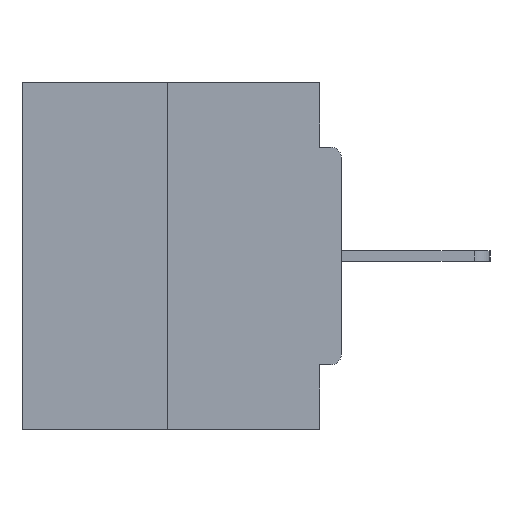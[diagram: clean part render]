
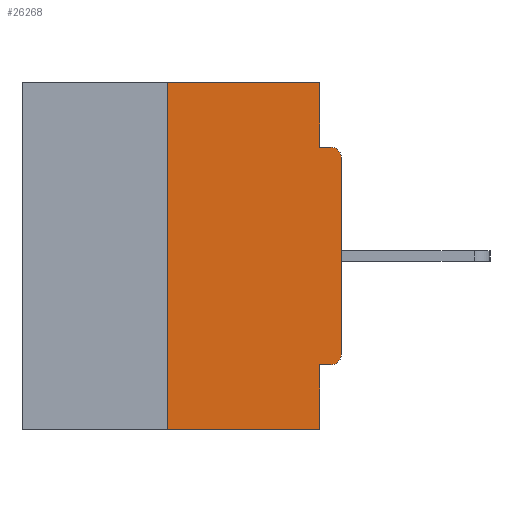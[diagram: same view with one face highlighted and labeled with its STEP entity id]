
A CAD part, left-side view. The second image highlights one B-rep face of the part: STEP entity #26268.
In plain terms, the highlighted planar face has unit normal (-1, 0, 0).
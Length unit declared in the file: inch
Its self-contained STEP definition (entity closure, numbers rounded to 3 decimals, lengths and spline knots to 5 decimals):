
#932 = EDGE_CURVE ( 'NONE', #21221, #4449, #14593, .T. ) ;
#1547 = EDGE_CURVE ( 'NONE', #18155, #21221, #10560, .T. ) ;
#1735 = VECTOR ( 'NONE', #18256, 39.37008 ) ;
#2726 = DIRECTION ( 'NONE',  ( 0., 1., 0. ) ) ;
#3151 = LINE ( 'NONE', #18336, #14483 ) ;
#3833 = LINE ( 'NONE', #14761, #28214 ) ;
#4094 = ORIENTED_EDGE ( 'NONE', *, *, #12736, .F. ) ;
#4375 = CARTESIAN_POINT ( 'NONE',  ( 0., 0.46, 0. ) ) ;
#4449 = VERTEX_POINT ( 'NONE', #24030 ) ;
#5103 = VERTEX_POINT ( 'NONE', #16800 ) ;
#5152 = CARTESIAN_POINT ( 'NONE',  ( 0., 0.015, -0.4065 ) ) ;
#5207 = DIRECTION ( 'NONE',  ( 0., -1., 0. ) ) ;
#5795 = VERTEX_POINT ( 'NONE', #30365 ) ;
#5989 = VERTEX_POINT ( 'NONE', #14959 ) ;
#6359 = LINE ( 'NONE', #4375, #30571 ) ;
#6616 = AXIS2_PLACEMENT_3D ( 'NONE', #28295, #14377, #30593 ) ;
#6683 = CARTESIAN_POINT ( 'NONE',  ( 0., 0.25, -0.5 ) ) ;
#7243 = CARTESIAN_POINT ( 'NONE',  ( 0., 0., -0.3915 ) ) ;
#8117 = EDGE_CURVE ( 'NONE', #26274, #28354, #3151, .T. ) ;
#8281 = VECTOR ( 'NONE', #27565, 39.37008 ) ;
#8677 = ORIENTED_EDGE ( 'NONE', *, *, #11124, .F. ) ;
#9352 = VERTEX_POINT ( 'NONE', #27888 ) ;
#9836 = ORIENTED_EDGE ( 'NONE', *, *, #17409, .F. ) ;
#10011 = DIRECTION ( 'NONE',  ( -1., 0., 0. ) ) ;
#10040 = CARTESIAN_POINT ( 'NONE',  ( 0., 0.015, -0.3915 ) ) ;
#10560 = CIRCLE ( 'NONE', #20722, 0.015 ) ;
#10838 = EDGE_LOOP ( 'NONE', ( #20846, #9836, #16095, #4094, #17583, #23783, #12859, #25229, #20492, #8677 ) ) ;
#11058 = DIRECTION ( 'NONE',  ( 1., 0., 0. ) ) ;
#11124 = EDGE_CURVE ( 'NONE', #5989, #26274, #23821, .T. ) ;
#11274 = CARTESIAN_POINT ( 'NONE',  ( 0., 0.031, -0.5 ) ) ;
#11367 = DIRECTION ( 'NONE',  ( 0., -1., 0. ) ) ;
#12736 = EDGE_CURVE ( 'NONE', #9352, #5795, #24501, .T. ) ;
#12859 = ORIENTED_EDGE ( 'NONE', *, *, #932, .T. ) ;
#14277 = EDGE_CURVE ( 'NONE', #25090, #5795, #25838, .T. ) ;
#14377 = DIRECTION ( 'NONE',  ( -1., 0., 0. ) ) ;
#14483 = VECTOR ( 'NONE', #11367, 39.37008 ) ;
#14593 = LINE ( 'NONE', #20332, #1735 ) ;
#14761 = CARTESIAN_POINT ( 'NONE',  ( 0., 0., -0.4065 ) ) ;
#14959 = CARTESIAN_POINT ( 'NONE',  ( 0., 0.031, 0. ) ) ;
#15765 = CARTESIAN_POINT ( 'NONE',  ( 0., 0.031, -0.0935 ) ) ;
#16069 = EDGE_CURVE ( 'NONE', #18155, #9352, #3833, .T. ) ;
#16095 = ORIENTED_EDGE ( 'NONE', *, *, #14277, .T. ) ;
#16200 = CARTESIAN_POINT ( 'NONE',  ( 0., 0.031, 0. ) ) ;
#16800 = CARTESIAN_POINT ( 'NONE',  ( 0., 0.25, 0. ) ) ;
#17409 = EDGE_CURVE ( 'NONE', #25090, #5103, #22532, .T. ) ;
#17583 = ORIENTED_EDGE ( 'NONE', *, *, #16069, .F. ) ;
#18155 = VERTEX_POINT ( 'NONE', #5152 ) ;
#18256 = DIRECTION ( 'NONE',  ( 0., 0., 1. ) ) ;
#18336 = CARTESIAN_POINT ( 'NONE',  ( 0., 0., -0.0935 ) ) ;
#19046 = DIRECTION ( 'NONE',  ( 0., 0., 1. ) ) ;
#19471 = CARTESIAN_POINT ( 'NONE',  ( 0., 0.46, -0.5 ) ) ;
#20332 = CARTESIAN_POINT ( 'NONE',  ( 0., 0., 0. ) ) ;
#20356 = VECTOR ( 'NONE', #5207, 39.37008 ) ;
#20359 = PLANE ( 'NONE',  #27470 ) ;
#20492 = ORIENTED_EDGE ( 'NONE', *, *, #8117, .F. ) ;
#20722 = AXIS2_PLACEMENT_3D ( 'NONE', #10040, #10011, #24571 ) ;
#20846 = ORIENTED_EDGE ( 'NONE', *, *, #24564, .F. ) ;
#21105 = DIRECTION ( 'NONE',  ( 0., -1., 0. ) ) ;
#21221 = VERTEX_POINT ( 'NONE', #7243 ) ;
#21400 = CIRCLE ( 'NONE', #6616, 0.015 ) ;
#21489 = FACE_OUTER_BOUND ( 'NONE', #10838, .T. ) ;
#21905 = CARTESIAN_POINT ( 'NONE',  ( 0., 0.015, -0.0935 ) ) ;
#22532 = LINE ( 'NONE', #25979, #26525 ) ;
#23783 = ORIENTED_EDGE ( 'NONE', *, *, #1547, .T. ) ;
#23821 = LINE ( 'NONE', #16200, #29193 ) ;
#24030 = CARTESIAN_POINT ( 'NONE',  ( 0., 0., -0.1085 ) ) ;
#24501 = LINE ( 'NONE', #11274, #8281 ) ;
#24564 = EDGE_CURVE ( 'NONE', #5103, #5989, #6359, .T. ) ;
#24571 = DIRECTION ( 'NONE',  ( 0., 0., -1. ) ) ;
#25090 = VERTEX_POINT ( 'NONE', #6683 ) ;
#25229 = ORIENTED_EDGE ( 'NONE', *, *, #27562, .T. ) ;
#25838 = LINE ( 'NONE', #19471, #20356 ) ;
#25979 = CARTESIAN_POINT ( 'NONE',  ( 0., 0.25, 0. ) ) ;
#26268 = ADVANCED_FACE ( 'NONE', ( #21489 ), #20359, .F. ) ;
#26274 = VERTEX_POINT ( 'NONE', #15765 ) ;
#26525 = VECTOR ( 'NONE', #19046, 39.37008 ) ;
#27360 = DIRECTION ( 'NONE',  ( 0., 0., -1. ) ) ;
#27470 = AXIS2_PLACEMENT_3D ( 'NONE', #29547, #11058, #27360 ) ;
#27562 = EDGE_CURVE ( 'NONE', #4449, #28354, #21400, .T. ) ;
#27565 = DIRECTION ( 'NONE',  ( 0., 0., -1. ) ) ;
#27888 = CARTESIAN_POINT ( 'NONE',  ( 0., 0.031, -0.4065 ) ) ;
#28214 = VECTOR ( 'NONE', #2726, 39.37008 ) ;
#28295 = CARTESIAN_POINT ( 'NONE',  ( 0., 0.015, -0.1085 ) ) ;
#28354 = VERTEX_POINT ( 'NONE', #21905 ) ;
#29193 = VECTOR ( 'NONE', #30072, 39.37008 ) ;
#29547 = CARTESIAN_POINT ( 'NONE',  ( 0., 0.46, 0. ) ) ;
#30072 = DIRECTION ( 'NONE',  ( 0., 0., -1. ) ) ;
#30365 = CARTESIAN_POINT ( 'NONE',  ( 0., 0.031, -0.5 ) ) ;
#30571 = VECTOR ( 'NONE', #21105, 39.37008 ) ;
#30593 = DIRECTION ( 'NONE',  ( 0., 0., -1. ) ) ;
